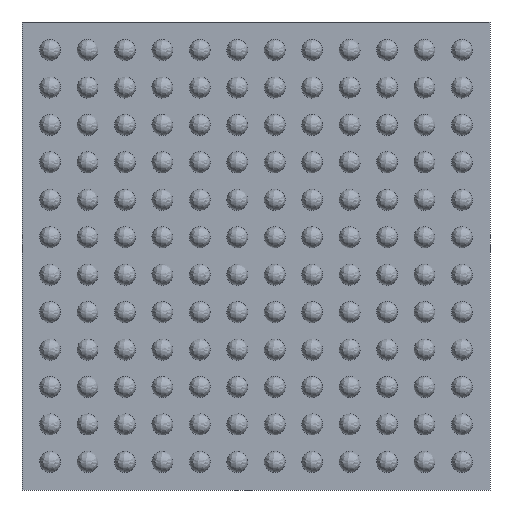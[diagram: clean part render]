
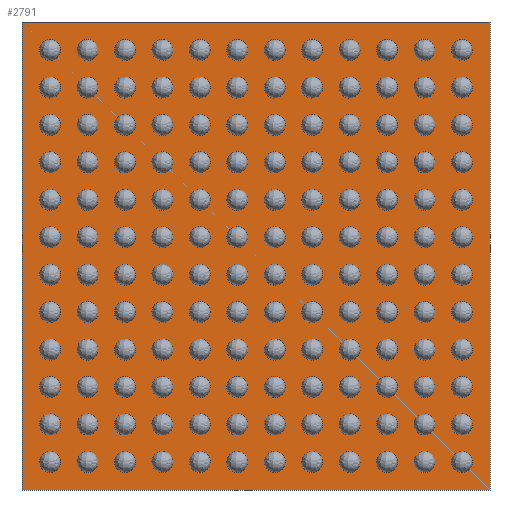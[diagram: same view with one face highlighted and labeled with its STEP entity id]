
A CAD part, front view. The second image highlights one B-rep face of the part: STEP entity #2791.
In plain terms, the highlighted planar face has unit normal (0, -1, 0).
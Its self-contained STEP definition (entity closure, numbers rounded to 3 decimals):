
#235 = ORIENTED_EDGE ( 'NONE', *, *, #3040, .F. ) ;
#244 = DIRECTION ( 'NONE',  ( -1., 0., 0. ) ) ;
#263 = CARTESIAN_POINT ( 'NONE',  ( -5., 0., -5. ) ) ;
#447 = VECTOR ( 'NONE', #244, 1000. ) ;
#708 = DIRECTION ( 'NONE',  ( 1., 0., 0. ) ) ;
#957 = LINE ( 'NONE', #263, #447 ) ;
#970 = AXIS2_PLACEMENT_3D ( 'NONE', #2793, #2112, #1453 ) ;
#1064 = VERTEX_POINT ( 'NONE', #1965 ) ;
#1173 = VECTOR ( 'NONE', #3061, 1000. ) ;
#1316 = CARTESIAN_POINT ( 'NONE',  ( -5., 0., 5. ) ) ;
#1361 = CARTESIAN_POINT ( 'NONE',  ( -5., 0., -5. ) ) ;
#1370 = CARTESIAN_POINT ( 'NONE',  ( 5., 0., -5. ) ) ;
#1453 = DIRECTION ( 'NONE',  ( 0., 0., 1. ) ) ;
#1764 = ORIENTED_EDGE ( 'NONE', *, *, #2844, .F. ) ;
#1768 = ORIENTED_EDGE ( 'NONE', *, *, #1788, .F. ) ;
#1788 = EDGE_CURVE ( 'NONE', #1064, #2861, #957, .T. ) ;
#1915 = LINE ( 'NONE', #1370, #3177 ) ;
#1947 = EDGE_LOOP ( 'NONE', ( #235, #1764, #2538, #1768 ) ) ;
#1965 = CARTESIAN_POINT ( 'NONE',  ( 5., 0., -5. ) ) ;
#2112 = DIRECTION ( 'NONE',  ( 0., 1., 0. ) ) ;
#2260 = EDGE_CURVE ( 'NONE', #2861, #4094, #3073, .T. ) ;
#2538 = ORIENTED_EDGE ( 'NONE', *, *, #2260, .F. ) ;
#2585 = VECTOR ( 'NONE', #708, 1000. ) ;
#2791 = ADVANCED_FACE ( 'NONE', ( #3893 ), #3448, .F. ) ;
#2793 = CARTESIAN_POINT ( 'NONE',  ( 0., 0., 0. ) ) ;
#2844 = EDGE_CURVE ( 'NONE', #4094, #3526, #3477, .T. ) ;
#2861 = VERTEX_POINT ( 'NONE', #1361 ) ;
#3035 = CARTESIAN_POINT ( 'NONE',  ( -5., 0., -5. ) ) ;
#3040 = EDGE_CURVE ( 'NONE', #3526, #1064, #1915, .T. ) ;
#3061 = DIRECTION ( 'NONE',  ( 0., 0., 1. ) ) ;
#3073 = LINE ( 'NONE', #3035, #1173 ) ;
#3177 = VECTOR ( 'NONE', #4030, 1000. ) ;
#3448 = PLANE ( 'NONE',  #970 ) ;
#3477 = LINE ( 'NONE', #1316, #2585 ) ;
#3526 = VERTEX_POINT ( 'NONE', #4006 ) ;
#3596 = CARTESIAN_POINT ( 'NONE',  ( -5., 0., 5. ) ) ;
#3893 = FACE_OUTER_BOUND ( 'NONE', #1947, .T. ) ;
#4006 = CARTESIAN_POINT ( 'NONE',  ( 5., 0., 5. ) ) ;
#4030 = DIRECTION ( 'NONE',  ( 0., 0., -1. ) ) ;
#4094 = VERTEX_POINT ( 'NONE', #3596 ) ;
